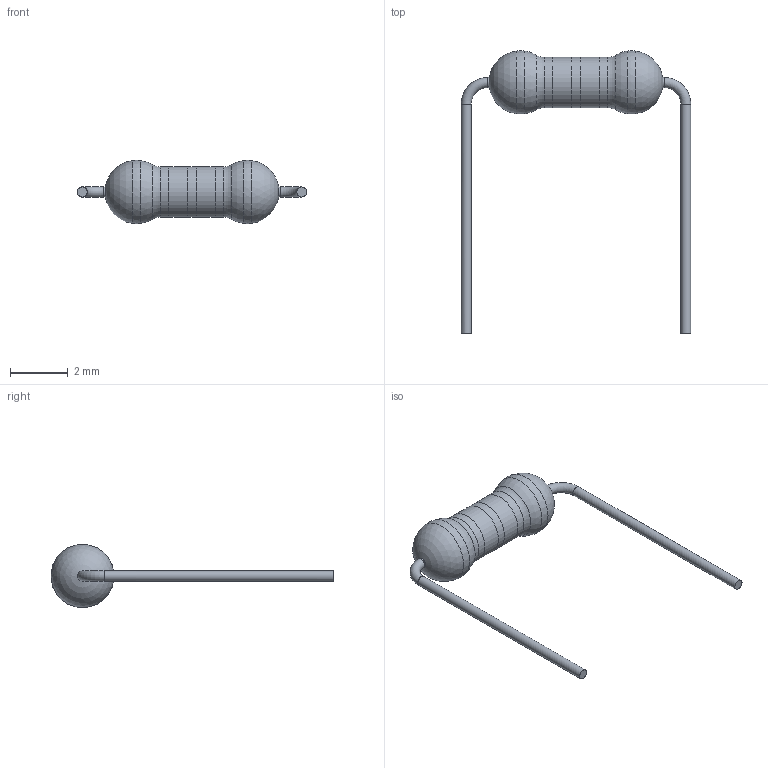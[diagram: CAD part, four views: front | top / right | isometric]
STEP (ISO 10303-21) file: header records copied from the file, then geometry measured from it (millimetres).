
FILE_DESCRIPTION(('HOOPS Exchange Step'),'2;1');
FILE_NAME('10kr-conversion.step','2024-05-01T07:14:31+00:00',('root'),('Unknown organisation'),'HOOPS Exchange 2024.1','HOOPS Exchange','Unknown authorisation');
FILE_SCHEMA( ('AP242_MANAGED_MODEL_BASED_3D_ENGINEERING_MIM_LF {1 0 10303 442 1 1 4 }') );
Length unit declared in the file: millimetre
Products named in the file (2): Default; 10kr-step
Assembly tree (1 placements, depth 2):
  10kr-step
    Default
Bounding box: 7.97 x 9.8 x 2.2 mm (x, y, z)
Volume: 18.4 mm3; surface area: 65.2 mm2
Topology: 2 solids, 2 shells, 24 faces, 170 edges, 265 vertices
Faces by surface type: cylinder 10, sphere 6, plane 4, torus 4
Full cylindrical faces by diameter (mm): 0.35 x5, 1.75 x5
Entity records: 2263 total; most frequent: CARTESIAN_POINT 431, DIRECTION 423, ORIENTED_EDGE 256, AXIS2_PLACEMENT_3D 189, EDGE_CURVE 128, CIRCLE 125, STYLED_ITEM 122, VERTEX_POINT 108
